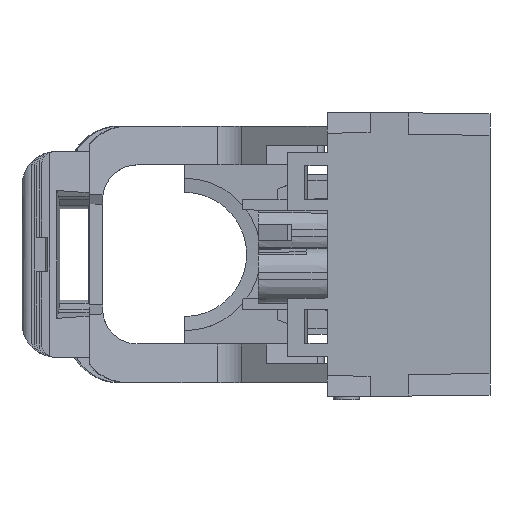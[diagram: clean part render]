
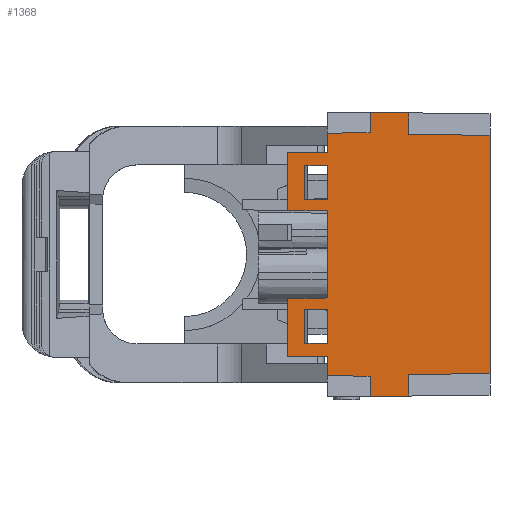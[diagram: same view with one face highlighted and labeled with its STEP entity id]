
A CAD part, left-side view. The second image highlights one B-rep face of the part: STEP entity #1368.
In plain terms, the highlighted planar face has unit normal (-1, 0, 0).
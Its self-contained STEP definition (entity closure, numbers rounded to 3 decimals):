
#1368=ADVANCED_FACE('',(#2632,#2633,#2634),#2114,.F.);
#2114=PLANE('',#14771);
#2632=FACE_BOUND('',#2812,.T.);
#2633=FACE_BOUND('',#2813,.T.);
#2634=FACE_BOUND('',#2814,.T.);
#2812=EDGE_LOOP('',(#4253,#4254,#4255,#4256));
#2813=EDGE_LOOP('',(#4257,#4258,#4259,#4260,#4261,#4262,#4263,#4264,#4265,
#4266,#4267,#4268,#4269,#4270,#4271,#4272,#4273,#4274,#4275,#4276));
#2814=EDGE_LOOP('',(#4277,#4278,#4279,#4280));
#4253=ORIENTED_EDGE('',*,*,#9586,.T.);
#4254=ORIENTED_EDGE('',*,*,#9587,.F.);
#4255=ORIENTED_EDGE('',*,*,#9547,.F.);
#4256=ORIENTED_EDGE('',*,*,#9479,.F.);
#4257=ORIENTED_EDGE('',*,*,#9588,.F.);
#4258=ORIENTED_EDGE('',*,*,#9579,.T.);
#4259=ORIENTED_EDGE('',*,*,#9371,.T.);
#4260=ORIENTED_EDGE('',*,*,#9339,.F.);
#4261=ORIENTED_EDGE('',*,*,#9379,.F.);
#4262=ORIENTED_EDGE('',*,*,#9334,.F.);
#4263=ORIENTED_EDGE('',*,*,#9332,.F.);
#4264=ORIENTED_EDGE('',*,*,#9589,.T.);
#4265=ORIENTED_EDGE('',*,*,#9474,.T.);
#4266=ORIENTED_EDGE('',*,*,#9543,.F.);
#4267=ORIENTED_EDGE('',*,*,#9590,.F.);
#4268=ORIENTED_EDGE('',*,*,#9591,.T.);
#4269=ORIENTED_EDGE('',*,*,#9592,.T.);
#4270=ORIENTED_EDGE('',*,*,#9593,.F.);
#4271=ORIENTED_EDGE('',*,*,#9594,.F.);
#4272=ORIENTED_EDGE('',*,*,#9595,.T.);
#4273=ORIENTED_EDGE('',*,*,#9596,.T.);
#4274=ORIENTED_EDGE('',*,*,#9597,.T.);
#4275=ORIENTED_EDGE('',*,*,#9598,.T.);
#4276=ORIENTED_EDGE('',*,*,#9599,.T.);
#4277=ORIENTED_EDGE('',*,*,#9600,.T.);
#4278=ORIENTED_EDGE('',*,*,#9601,.T.);
#4279=ORIENTED_EDGE('',*,*,#9602,.T.);
#4280=ORIENTED_EDGE('',*,*,#9603,.T.);
#7947=VERTEX_POINT('',#19863);
#7948=VERTEX_POINT('',#19865);
#7949=VERTEX_POINT('',#19869);
#7950=VERTEX_POINT('',#19873);
#7953=VERTEX_POINT('',#19878);
#7972=VERTEX_POINT('',#19941);
#8028=VERTEX_POINT('',#20153);
#8029=VERTEX_POINT('',#20154);
#8031=VERTEX_POINT('',#20161);
#8032=VERTEX_POINT('',#20163);
#8085=VERTEX_POINT('',#20319);
#8088=VERTEX_POINT('',#20329);
#8112=VERTEX_POINT('',#20391);
#8118=VERTEX_POINT('',#20405);
#8119=VERTEX_POINT('',#20408);
#8120=VERTEX_POINT('',#20411);
#8121=VERTEX_POINT('',#20413);
#8122=VERTEX_POINT('',#20415);
#8123=VERTEX_POINT('',#20417);
#8124=VERTEX_POINT('',#20419);
#8125=VERTEX_POINT('',#20421);
#8126=VERTEX_POINT('',#20423);
#8127=VERTEX_POINT('',#20425);
#8128=VERTEX_POINT('',#20427);
#8129=VERTEX_POINT('',#20430);
#8130=VERTEX_POINT('',#20431);
#8131=VERTEX_POINT('',#20433);
#8132=VERTEX_POINT('',#20435);
#9332=EDGE_CURVE('',#7947,#7948,#11416,.T.);
#9334=EDGE_CURVE('',#7948,#7949,#11418,.T.);
#9339=EDGE_CURVE('',#7953,#7950,#11423,.T.);
#9371=EDGE_CURVE('',#7972,#7950,#11455,.T.);
#9379=EDGE_CURVE('',#7949,#7953,#11463,.T.);
#9474=EDGE_CURVE('',#8028,#8029,#11541,.T.);
#9479=EDGE_CURVE('',#8031,#8032,#11546,.T.);
#9543=EDGE_CURVE('',#8085,#8029,#11589,.T.);
#9547=EDGE_CURVE('',#8032,#8088,#11593,.T.);
#9579=EDGE_CURVE('',#8112,#7972,#11618,.T.);
#9586=EDGE_CURVE('',#8031,#8118,#11625,.T.);
#9587=EDGE_CURVE('',#8088,#8118,#11626,.T.);
#9588=EDGE_CURVE('',#8112,#8119,#11627,.T.);
#9589=EDGE_CURVE('',#7947,#8028,#11628,.T.);
#9590=EDGE_CURVE('',#8120,#8085,#11629,.T.);
#9591=EDGE_CURVE('',#8120,#8121,#11630,.T.);
#9592=EDGE_CURVE('',#8121,#8122,#11631,.T.);
#9593=EDGE_CURVE('',#8123,#8122,#11632,.T.);
#9594=EDGE_CURVE('',#8124,#8123,#11633,.T.);
#9595=EDGE_CURVE('',#8124,#8125,#11634,.T.);
#9596=EDGE_CURVE('',#8125,#8126,#11635,.T.);
#9597=EDGE_CURVE('',#8126,#8127,#11636,.T.);
#9598=EDGE_CURVE('',#8127,#8128,#11637,.T.);
#9599=EDGE_CURVE('',#8128,#8119,#11638,.T.);
#9600=EDGE_CURVE('',#8129,#8130,#11639,.T.);
#9601=EDGE_CURVE('',#8130,#8131,#11640,.T.);
#9602=EDGE_CURVE('',#8131,#8132,#11641,.T.);
#9603=EDGE_CURVE('',#8132,#8129,#11642,.T.);
#11416=LINE('',#19864,#13074);
#11418=LINE('',#19868,#13076);
#11423=LINE('',#19879,#13081);
#11455=LINE('',#19940,#13113);
#11463=LINE('',#19955,#13121);
#11541=LINE('',#20152,#13199);
#11546=LINE('',#20162,#13204);
#11589=LINE('',#20320,#13247);
#11593=LINE('',#20328,#13251);
#11618=LINE('',#20390,#13276);
#11625=LINE('',#20404,#13283);
#11626=LINE('',#20406,#13284);
#11627=LINE('',#20407,#13285);
#11628=LINE('',#20409,#13286);
#11629=LINE('',#20410,#13287);
#11630=LINE('',#20412,#13288);
#11631=LINE('',#20414,#13289);
#11632=LINE('',#20416,#13290);
#11633=LINE('',#20418,#13291);
#11634=LINE('',#20420,#13292);
#11635=LINE('',#20422,#13293);
#11636=LINE('',#20424,#13294);
#11637=LINE('',#20426,#13295);
#11638=LINE('',#20428,#13296);
#11639=LINE('',#20429,#13297);
#11640=LINE('',#20432,#13298);
#11641=LINE('',#20434,#13299);
#11642=LINE('',#20436,#13300);
#13074=VECTOR('',#15937,1.);
#13076=VECTOR('',#15941,1.);
#13081=VECTOR('',#15948,1.);
#13113=VECTOR('',#16002,1.);
#13121=VECTOR('',#16014,1.);
#13199=VECTOR('',#16206,1.);
#13204=VECTOR('',#16213,1.);
#13247=VECTOR('',#16322,1.);
#13251=VECTOR('',#16330,1.);
#13276=VECTOR('',#16381,1.);
#13283=VECTOR('',#16390,1.);
#13284=VECTOR('',#16391,1.);
#13285=VECTOR('',#16392,1.);
#13286=VECTOR('',#16393,1.);
#13287=VECTOR('',#16394,1.);
#13288=VECTOR('',#16395,1.);
#13289=VECTOR('',#16396,1.);
#13290=VECTOR('',#16397,1.);
#13291=VECTOR('',#16398,1.);
#13292=VECTOR('',#16399,1.);
#13293=VECTOR('',#16400,1.);
#13294=VECTOR('',#16401,1.);
#13295=VECTOR('',#16402,1.);
#13296=VECTOR('',#16403,1.);
#13297=VECTOR('',#16404,1.);
#13298=VECTOR('',#16405,1.);
#13299=VECTOR('',#16406,1.);
#13300=VECTOR('',#16407,1.);
#14771=AXIS2_PLACEMENT_3D('',#20437,#16408,#16409);
#15937=DIRECTION('',(0.,-1.,0.009));
#15941=DIRECTION('',(0.,0.,1.));
#15948=DIRECTION('',(0.,0.,-1.));
#16002=DIRECTION('',(0.,1.,0.009));
#16014=DIRECTION('',(0.,-1.,-0.009));
#16206=DIRECTION('',(0.,1.,-0.009));
#16213=DIRECTION('',(0.,1.,0.));
#16322=DIRECTION('',(0.,0.,1.));
#16330=DIRECTION('',(0.,0.,-1.));
#16381=DIRECTION('',(0.,0.,1.));
#16390=DIRECTION('',(0.,0.,-1.));
#16391=DIRECTION('',(0.,-1.,0.));
#16392=DIRECTION('',(0.,1.,-0.009));
#16393=DIRECTION('',(0.,0.,-1.));
#16394=DIRECTION('',(0.,1.,0.009));
#16395=DIRECTION('',(0.,0.,-1.));
#16396=DIRECTION('',(0.,1.,-0.009));
#16397=DIRECTION('',(0.,0.,1.));
#16398=DIRECTION('',(0.,1.,0.009));
#16399=DIRECTION('',(0.,0.,-1.));
#16400=DIRECTION('',(0.,-1.,-0.009));
#16401=DIRECTION('',(0.,0.,-1.));
#16402=DIRECTION('',(0.,-1.,0.009));
#16403=DIRECTION('',(0.,0.,1.));
#16404=DIRECTION('',(0.,0.,-1.));
#16405=DIRECTION('',(0.,1.,0.));
#16406=DIRECTION('',(0.,0.,1.));
#16407=DIRECTION('',(0.,-1.,0.));
#16408=DIRECTION('',(1.,0.,0.));
#16409=DIRECTION('',(0.,0.,-1.));
#19863=CARTESIAN_POINT('',(2.283,16.035,1.563));
#19864=CARTESIAN_POINT('',(2.283,16.28,1.561));
#19865=CARTESIAN_POINT('',(2.283,11.035,1.606));
#19868=CARTESIAN_POINT('',(2.283,11.035,-26.513));
#19869=CARTESIAN_POINT('',(2.283,11.035,3.967));
#19873=CARTESIAN_POINT('',(2.283,6.535,1.4));
#19878=CARTESIAN_POINT('',(2.283,6.535,3.927));
#19879=CARTESIAN_POINT('',(2.283,6.535,-26.513));
#19940=CARTESIAN_POINT('',(2.283,-2.965,1.317));
#19941=CARTESIAN_POINT('',(2.283,-2.965,1.317));
#19955=CARTESIAN_POINT('',(2.283,15.769,4.008));
#20152=CARTESIAN_POINT('',(2.283,20.635,-0.727));
#20153=CARTESIAN_POINT('',(2.283,16.035,-0.687));
#20154=CARTESIAN_POINT('',(2.283,20.635,-0.727));
#20161=CARTESIAN_POINT('',(2.283,16.035,-2.218));
#20162=CARTESIAN_POINT('',(2.283,16.035,-2.218));
#20163=CARTESIAN_POINT('',(2.283,18.635,-2.218));
#20319=CARTESIAN_POINT('',(2.283,20.635,-7.477));
#20320=CARTESIAN_POINT('',(2.283,20.635,-26.513));
#20328=CARTESIAN_POINT('',(2.283,18.635,-28.763));
#20329=CARTESIAN_POINT('',(2.283,18.635,-6.217));
#20390=CARTESIAN_POINT('',(2.283,-2.965,-26.513));
#20391=CARTESIAN_POINT('',(2.283,-2.965,-26.513));
#20404=CARTESIAN_POINT('',(2.283,16.035,-26.513));
#20405=CARTESIAN_POINT('',(2.283,16.035,-6.217));
#20406=CARTESIAN_POINT('',(2.283,18.635,-6.217));
#20407=CARTESIAN_POINT('',(2.283,16.034,-26.679));
#20408=CARTESIAN_POINT('',(2.283,6.535,-26.596));
#20409=CARTESIAN_POINT('',(2.283,16.035,-26.513));
#20410=CARTESIAN_POINT('',(2.283,15.869,-7.519));
#20411=CARTESIAN_POINT('',(2.283,16.035,-7.517));
#20412=CARTESIAN_POINT('',(2.283,16.035,-26.513));
#20413=CARTESIAN_POINT('',(2.283,16.035,-17.679));
#20414=CARTESIAN_POINT('',(2.283,16.035,-17.679));
#20415=CARTESIAN_POINT('',(2.283,20.635,-17.719));
#20416=CARTESIAN_POINT('',(2.283,20.635,-26.513));
#20417=CARTESIAN_POINT('',(2.283,20.635,-24.469));
#20418=CARTESIAN_POINT('',(2.283,16.018,-24.51));
#20419=CARTESIAN_POINT('',(2.283,16.035,-24.509));
#20420=CARTESIAN_POINT('',(2.283,16.035,-26.513));
#20421=CARTESIAN_POINT('',(2.283,16.035,-26.759));
#20422=CARTESIAN_POINT('',(2.283,20.635,-26.719));
#20423=CARTESIAN_POINT('',(2.283,11.035,-26.803));
#20424=CARTESIAN_POINT('',(2.283,11.035,-29.163));
#20425=CARTESIAN_POINT('',(2.283,11.035,-29.163));
#20426=CARTESIAN_POINT('',(2.283,11.035,-29.163));
#20427=CARTESIAN_POINT('',(2.283,6.535,-29.124));
#20428=CARTESIAN_POINT('',(2.283,6.535,-25.313));
#20429=CARTESIAN_POINT('',(2.283,16.035,-26.513));
#20430=CARTESIAN_POINT('',(2.283,16.035,-18.979));
#20431=CARTESIAN_POINT('',(2.283,16.035,-22.979));
#20432=CARTESIAN_POINT('',(2.283,16.035,-22.979));
#20433=CARTESIAN_POINT('',(2.283,18.635,-22.979));
#20434=CARTESIAN_POINT('',(2.283,18.635,2.282));
#20435=CARTESIAN_POINT('',(2.283,18.635,-18.979));
#20436=CARTESIAN_POINT('',(2.283,18.635,-18.979));
#20437=CARTESIAN_POINT('',(2.283,16.035,-26.513));
